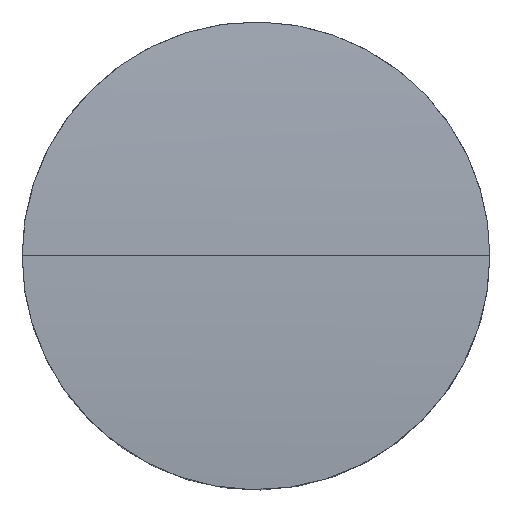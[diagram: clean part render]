
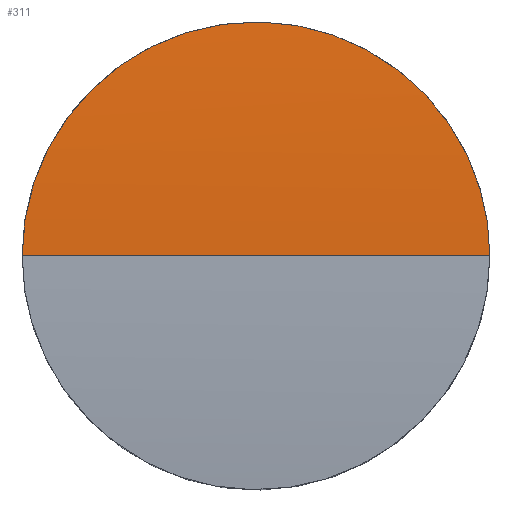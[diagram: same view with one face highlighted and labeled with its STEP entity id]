
A CAD part, top view. The second image highlights one B-rep face of the part: STEP entity #311.
In plain terms, the highlighted cylindrical face has radius 114.24 mm (diameter 228.48 mm), a partial arc.
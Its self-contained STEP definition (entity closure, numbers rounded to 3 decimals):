
#4 = VECTOR ( 'NONE', #33, 1000. ) ;
#5 = DIRECTION ( 'NONE',  ( -1., 0., 0. ) ) ;
#7 = CARTESIAN_POINT ( 'NONE',  ( 23.4, 0., -114.24 ) ) ;
#13 = CARTESIAN_POINT ( 'NONE',  ( 23.4, 0., 0. ) ) ;
#27 = CARTESIAN_POINT ( 'NONE',  ( 17.559, 10.156, -0.452 ) ) ;
#29 = CARTESIAN_POINT ( 'NONE',  ( 13.233, 11.624, -0.593 ) ) ;
#33 = DIRECTION ( 'NONE',  ( -1., 0., 0. ) ) ;
#34 = DIRECTION ( 'NONE',  ( 0., 0., 1. ) ) ;
#38 = FACE_OUTER_BOUND ( 'NONE', #164, .T. ) ;
#53 = CARTESIAN_POINT ( 'NONE',  ( 9.029, 11.397, -0.57 ) ) ;
#54 = ORIENTED_EDGE ( 'NONE', *, *, #297, .F. ) ;
#55 = CARTESIAN_POINT ( 'NONE',  ( 10.927, 11.7, -0.601 ) ) ;
#58 = LINE ( 'NONE', #115, #4 ) ;
#70 = EDGE_CURVE ( 'NONE', #189, #366, #58, .T. ) ;
#80 = CARTESIAN_POINT ( 'NONE',  ( 15.825, 10.955, -0.526 ) ) ;
#82 = CARTESIAN_POINT ( 'NONE',  ( 10.163, 11.624, -0.593 ) ) ;
#83 = CARTESIAN_POINT ( 'NONE',  ( 15.46, 11.086, -0.539 ) ) ;
#107 = CARTESIAN_POINT ( 'NONE',  ( 5.509, 9.935, -0.433 ) ) ;
#108 = CARTESIAN_POINT ( 'NONE',  ( 20.994, 7.149, -0.222 ) ) ;
#109 = CARTESIAN_POINT ( 'NONE',  ( 3.963, 8.81, -0.339 ) ) ;
#115 = CARTESIAN_POINT ( 'NONE',  ( 23.4, 0., 0. ) ) ;
#130 = CARTESIAN_POINT ( 'NONE',  ( 0.076, 1.533, -0.008 ) ) ;
#133 = CARTESIAN_POINT ( 'NONE',  ( 8.654, 11.303, -0.56 ) ) ;
#135 = CARTESIAN_POINT ( 'NONE',  ( 19.701, 8.545, -0.32 ) ) ;
#137 = CARTESIAN_POINT ( 'NONE',  ( 2.18, 6.812, -0.203 ) ) ;
#144 = CARTESIAN_POINT ( 'NONE',  ( 0., 0., 0. ) ) ;
#156 = CARTESIAN_POINT ( 'NONE',  ( 23.4, 0., 0. ) ) ;
#161 = CARTESIAN_POINT ( 'NONE',  ( 14.355, 11.401, -0.57 ) ) ;
#162 = CARTESIAN_POINT ( 'NONE',  ( 2.409, 7.122, -0.222 ) ) ;
#164 = EDGE_LOOP ( 'NONE', ( #186, #54 ) ) ;
#166 = CYLINDRICAL_SURFACE ( 'NONE', #313, 114.24 ) ;
#185 = CARTESIAN_POINT ( 'NONE',  ( 16.887, 10.515, -0.485 ) ) ;
#186 = ORIENTED_EDGE ( 'NONE', *, *, #70, .F. ) ;
#187 = CARTESIAN_POINT ( 'NONE',  ( 5.841, 10.134, -0.45 ) ) ;
#189 = VERTEX_POINT ( 'NONE', #156 ) ;
#192 = CARTESIAN_POINT ( 'NONE',  ( 19.417, 8.802, -0.339 ) ) ;
#203 = CARTESIAN_POINT ( 'NONE',  ( 22.522, 4.496, -0.087 ) ) ;
#207 = CARTESIAN_POINT ( 'NONE',  ( 23.4, 0.773, 0. ) ) ;
#212 = CARTESIAN_POINT ( 'NONE',  ( 0., 0., 0. ) ) ;
#214 = CARTESIAN_POINT ( 'NONE',  ( 0.391, 3.025, -0.039 ) ) ;
#218 = CARTESIAN_POINT ( 'NONE',  ( 1.185, 5.187, -0.116 ) ) ;
#219 = CARTESIAN_POINT ( 'NONE',  ( 21.834, 5.859, -0.15 ) ) ;
#220 = CARTESIAN_POINT ( 'NONE',  ( 1.544, 5.859, -0.149 ) ) ;
#222 = B_SPLINE_CURVE_WITH_KNOTS ( 'NONE', 3,
 ( #212, #331, #130, #245, #214, #333, #363, #218, #220, #137, #162, #336, #283, #109, #364, #107, #187, #339, #312, #309, #133, #53, #82, #55, #341, #29, #161, #249, #83, #80, #185, #27, #254, #281, #192, #135, #252, #108, #362, #219, #344, #203, #266, #295, #292, #322, #207, #13 ),
 .UNSPECIFIED., .F., .F.,
 ( 4, 2, 2, 2, 2, 2, 2, 2, 2, 1, 2, 2, 2, 2, 2, 2, 2, 2, 2, 2, 2, 1, 2, 2, 4 ),
 ( 0., 0.002, 0.003, 0.005, 0.007, 0.008, 0.009, 0.011, 0.013, 0.014, 0.015, 0.016, 0.018, 0.021, 0.022, 0.023, 0.025, 0.026, 0.027, 0.03, 0.031, 0.032, 0.033, 0.034, 0.037 ),
 .UNSPECIFIED. ) ;
#245 = CARTESIAN_POINT ( 'NONE',  ( 0.299, 2.655, -0.03 ) ) ;
#249 = CARTESIAN_POINT ( 'NONE',  ( 14.725, 11.309, -0.561 ) ) ;
#252 = CARTESIAN_POINT ( 'NONE',  ( 20.51, 7.737, -0.261 ) ) ;
#254 = CARTESIAN_POINT ( 'NONE',  ( 18.512, 9.52, -0.397 ) ) ;
#266 = CARTESIAN_POINT ( 'NONE',  ( 22.78, 3.778, -0.062 ) ) ;
#281 = CARTESIAN_POINT ( 'NONE',  ( 18.822, 9.291, -0.378 ) ) ;
#283 = CARTESIAN_POINT ( 'NONE',  ( 3.155, 8.001, -0.28 ) ) ;
#292 = CARTESIAN_POINT ( 'NONE',  ( 23.097, 2.671, -0.031 ) ) ;
#295 = CARTESIAN_POINT ( 'NONE',  ( 23.003, 3.046, -0.04 ) ) ;
#297 = EDGE_CURVE ( 'NONE', #366, #189, #222, .T. ) ;
#309 = CARTESIAN_POINT ( 'NONE',  ( 7.922, 11.08, -0.539 ) ) ;
#311 = ADVANCED_FACE ( 'NONE', ( #38 ), #166, .T. ) ;
#312 = CARTESIAN_POINT ( 'NONE',  ( 7.204, 10.822, -0.513 ) ) ;
#313 = AXIS2_PLACEMENT_3D ( 'NONE', #7, #5, #34 ) ;
#322 = CARTESIAN_POINT ( 'NONE',  ( 23.324, 1.538, -0.008 ) ) ;
#331 = CARTESIAN_POINT ( 'NONE',  ( 0., 0.773, 0. ) ) ;
#333 = CARTESIAN_POINT ( 'NONE',  ( 0.614, 3.76, -0.061 ) ) ;
#336 = CARTESIAN_POINT ( 'NONE',  ( 2.898, 7.717, -0.261 ) ) ;
#339 = CARTESIAN_POINT ( 'NONE',  ( 6.515, 10.495, -0.483 ) ) ;
#341 = CARTESIAN_POINT ( 'NONE',  ( 12.473, 11.7, -0.601 ) ) ;
#344 = CARTESIAN_POINT ( 'NONE',  ( 22.195, 5.185, -0.117 ) ) ;
#362 = CARTESIAN_POINT ( 'NONE',  ( 21.635, 6.191, -0.167 ) ) ;
#363 = CARTESIAN_POINT ( 'NONE',  ( 0.745, 4.125, -0.074 ) ) ;
#364 = CARTESIAN_POINT ( 'NONE',  ( 4.551, 9.294, -0.378 ) ) ;
#366 = VERTEX_POINT ( 'NONE', #144 ) ;
